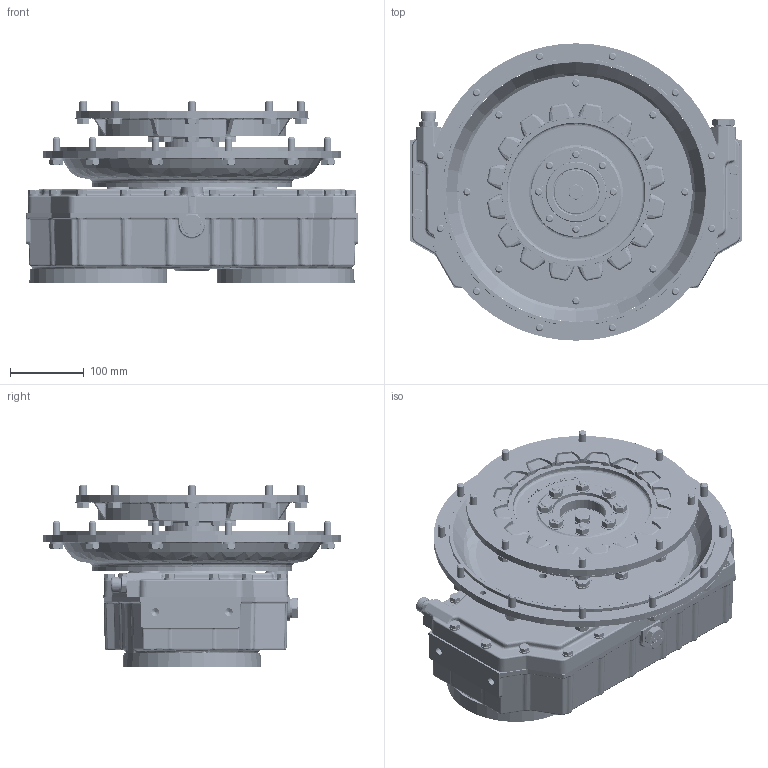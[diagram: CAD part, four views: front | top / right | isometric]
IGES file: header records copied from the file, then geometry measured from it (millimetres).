
Start section: SolidWorks IGES file using analytic representation for surfaces
Global section: file name: 1029013F.IGS; native system: SolidWorks 2007; preprocessor: SolidWorks 2007; author: piccagliad; date: 160315.162824; units: millimetre
Bounding box: 450 x 403 x 247.8 mm (x, y, z)
Surface area: 1999031.7 mm2 (no closed solid volume)
Topology: 0 solids, 0 shells, 7442 faces, 107710 edges, 107585 vertices
Faces by surface type: bspline 4624, revolution 2818
